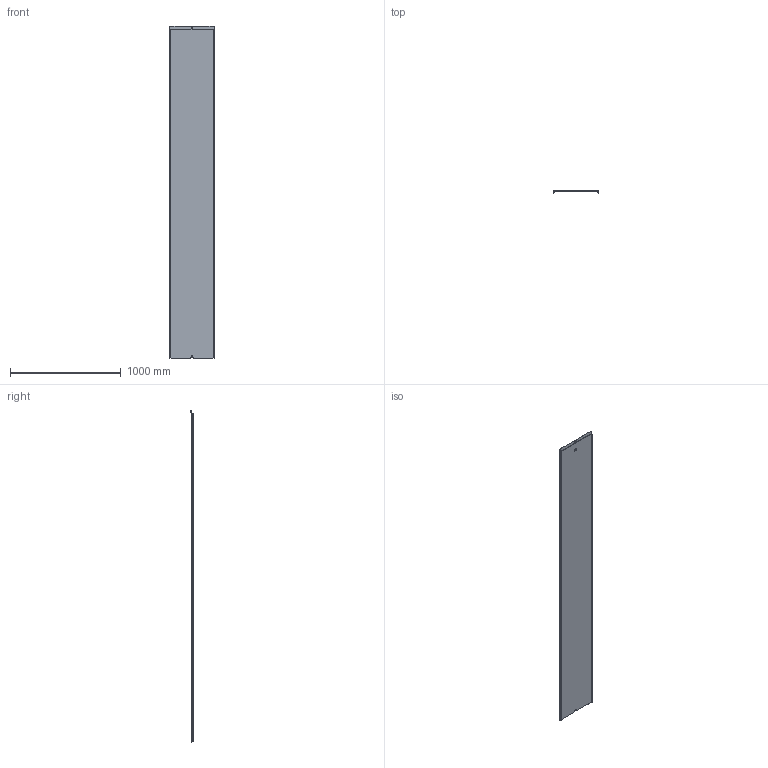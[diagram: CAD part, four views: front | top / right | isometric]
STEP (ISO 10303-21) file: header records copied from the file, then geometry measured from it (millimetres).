
FILE_DESCRIPTION (( 'STEP AP214' ), '1' );
FILE_NAME ('CLP1K-400-120-3_Êðûøêà íà ëîòîê îñí. 400-1,2ìì IEK.STEP', '2020-07-11T11:34:29', ( 'Igoran' ), ( '' ), 'SwSTEP 2.0', 'SolidWorks 2017', '' );
FILE_SCHEMA (( 'AUTOMOTIVE_DESIGN' ));
Length unit declared in the file: millimetre
Products named in the file (1): CLP1K-400-120-3_Êðûøêà íà ëîòîê îñí. 400-1,2ìì IEK
Bounding box: 405.4 x 18.14 x 3000 mm (x, y, z)
Volume: 1562953.7 mm3; surface area: 2613508.1 mm2
Topology: 1 solids, 1 shells, 188 faces, 460 edges, 284 vertices
Faces by surface type: plane 99, cylinder 37, bspline 23, torus 21, cone 8
Entity records: 8636 total; most frequent: CARTESIAN_POINT 4278, ORIENTED_EDGE 920, DIRECTION 857, EDGE_CURVE 460, AXIS2_PLACEMENT_3D 291, VERTEX_POINT 284, LINE 275, VECTOR 275
